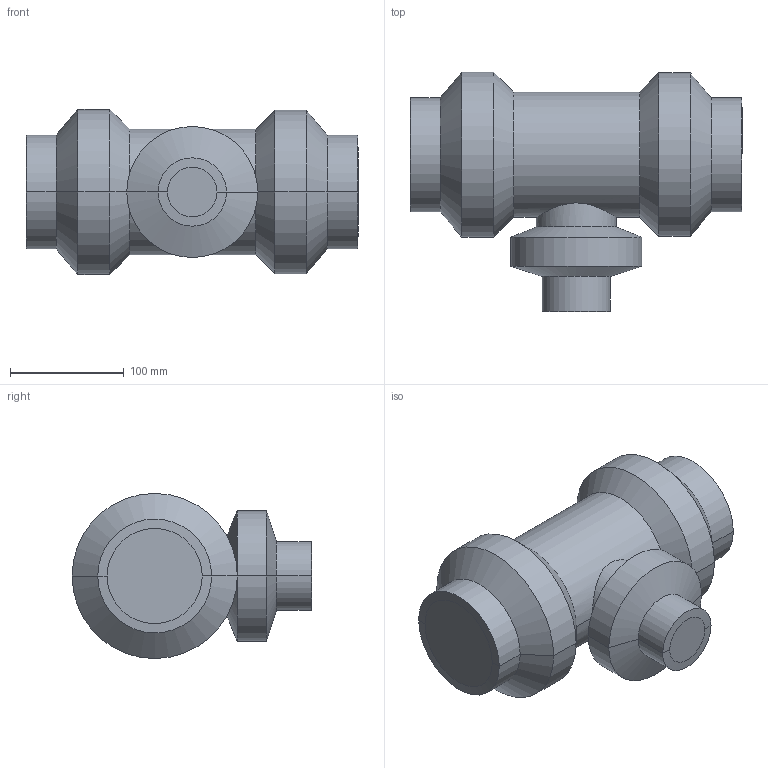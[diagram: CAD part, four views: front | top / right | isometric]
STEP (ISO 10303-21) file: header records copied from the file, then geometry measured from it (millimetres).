
FILE_DESCRIPTION(/* description */ (''),/* implementation_level */ '2;1');
FILE_NAME(/* name */ 'Plumbing_Joints_Aignep_Female-Fitting-For-Our-Outlet-90236-80-110-168-3DView-Preview',/* time_stamp */ '2025-08-20T22:06:08+03:00',/* author */ (''),/* organization */ (''),/* preprocessor_version */ 'ST-DEVELOPER v20',/* originating_system */ '',/* authorisation */ '');
FILE_SCHEMA (('AP242_MANAGED_MODEL_BASED_3D_ENGINEERING_MIM_LF { 1 0 10303 442 1 1 4 }'));
Length unit declared in the file: millimetre
Products named in the file (9): TopLevelAssembly; Model Lines; Model Lines_1; Model Lines_2; Model Lines_3; Model Lines_4; Sweep; Sweep_1; Joined Solid Geometry
Assembly tree (8 placements, depth 2):
  TopLevelAssembly
    Model Lines
    Model Lines_1
    Model Lines_2
    Model Lines_3
    Model Lines_4
    Sweep
    Sweep_1
    Joined Solid Geometry
Bounding box: 291.5 x 210.5 x 145 mm (x, y, z)
Volume: 4555735.8 mm3; surface area: 229223.1 mm2
Topology: 3 solids, 3 shells, 45 faces, 90 edges, 56 vertices
Faces by surface type: cylinder 20, bspline 18, plane 7
Entity records: 1532 total; most frequent: CARTESIAN_POINT 437, DIRECTION 220, ORIENTED_EDGE 170, AXIS2_PLACEMENT_3D 88, EDGE_CURVE 85, VERTEX_POINT 46, FACE_OUTER_BOUND 45, EDGE_LOOP 45
